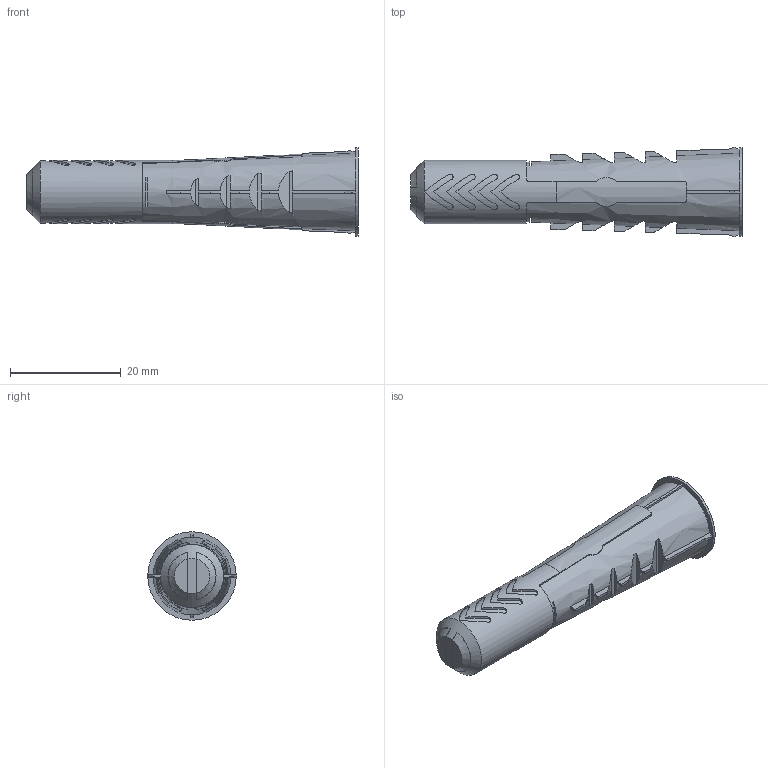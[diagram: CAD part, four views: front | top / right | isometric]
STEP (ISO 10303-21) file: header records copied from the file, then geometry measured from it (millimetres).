
FILE_DESCRIPTION(/* description */ ('STEP AP214'),/* implementation_level */ '2;1');
FILE_NAME(/* name */ 'SFS 631372',/* time_stamp */ '2022-10-20T13:55:02+02:00',/* author */ ('License CC BY-ND 4.0'),/* organization */ ('CADENAS'),/* preprocessor_version */ 'ST-DEVELOPER v18.102',/* originating_system */ 'PARTsolutions',/* authorisation */ ' ');
FILE_SCHEMA (('AUTOMOTIVE_DESIGN {1 0 10303 214 3 1 1}'));
Length unit declared in the file: millimetre
Products named in the file (1): SFS 631372
Bounding box: 60 x 16.24 x 16 mm (x, y, z)
Volume: 4118.8 mm3; surface area: 4172 mm2
Topology: 1 solids, 1 shells, 184 faces, 509 edges, 335 vertices
Faces by surface type: plane 106, cylinder 70, cone 8
Full cylindrical faces by diameter (mm): 11.4 x1, 16 x1
Entity records: 7326 total; most frequent: CARTESIAN_POINT 1665, ORIENTED_EDGE 998, DIRECTION 752, EDGE_CURVE 499, VERTEX_POINT 333, AXIS2_PLACEMENT_3D 256, LINE 240, VECTOR 240
